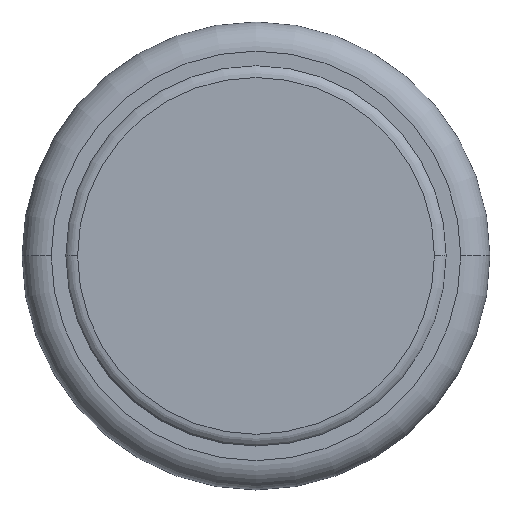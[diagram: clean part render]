
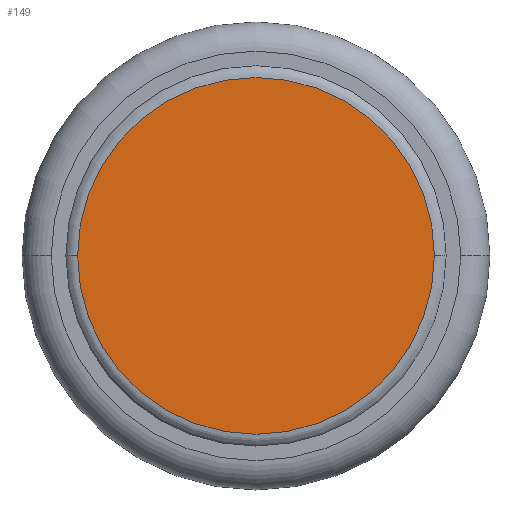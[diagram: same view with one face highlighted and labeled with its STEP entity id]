
A CAD part, top view. The second image highlights one B-rep face of the part: STEP entity #149.
In plain terms, the highlighted planar face has unit normal (0, 0, 1).
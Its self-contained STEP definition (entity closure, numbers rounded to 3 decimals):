
#16 = CIRCLE ( 'NONE', #192, 6.1 ) ;
#18 = ORIENTED_EDGE ( 'NONE', *, *, #214, .T. ) ;
#19 = DIRECTION ( 'NONE',  ( 0., 0., 1. ) ) ;
#20 = CARTESIAN_POINT ( 'NONE',  ( 0., 0., 3.2 ) ) ;
#55 = AXIS2_PLACEMENT_3D ( 'NONE', #237, #97, #268 ) ;
#91 = VERTEX_POINT ( 'NONE', #173 ) ;
#95 = EDGE_CURVE ( 'NONE', #91, #311, #16, .T. ) ;
#97 = DIRECTION ( 'NONE',  ( 0., 0., 1. ) ) ;
#145 = CARTESIAN_POINT ( 'NONE',  ( 0., 0., 3.2 ) ) ;
#149 = ADVANCED_FACE ( 'NONE', ( #220 ), #323, .T. ) ;
#173 = CARTESIAN_POINT ( 'NONE',  ( 6.1, 0., 3.2 ) ) ;
#192 = AXIS2_PLACEMENT_3D ( 'NONE', #145, #19, #293 ) ;
#212 = DIRECTION ( 'NONE',  ( 0., 0., 1. ) ) ;
#214 = EDGE_CURVE ( 'NONE', #311, #91, #279, .T. ) ;
#220 = FACE_OUTER_BOUND ( 'NONE', #228, .T. ) ;
#228 = EDGE_LOOP ( 'NONE', ( #18, #259 ) ) ;
#237 = CARTESIAN_POINT ( 'NONE',  ( 0., 0., 3.2 ) ) ;
#250 = CARTESIAN_POINT ( 'NONE',  ( -6.1, 0., 3.2 ) ) ;
#259 = ORIENTED_EDGE ( 'NONE', *, *, #95, .T. ) ;
#268 = DIRECTION ( 'NONE',  ( 1., 0., 0. ) ) ;
#279 = CIRCLE ( 'NONE', #299, 6.1 ) ;
#293 = DIRECTION ( 'NONE',  ( 1., 0., 0. ) ) ;
#299 = AXIS2_PLACEMENT_3D ( 'NONE', #20, #212, #320 ) ;
#311 = VERTEX_POINT ( 'NONE', #250 ) ;
#320 = DIRECTION ( 'NONE',  ( 1., 0., 0. ) ) ;
#323 = PLANE ( 'NONE',  #55 ) ;
